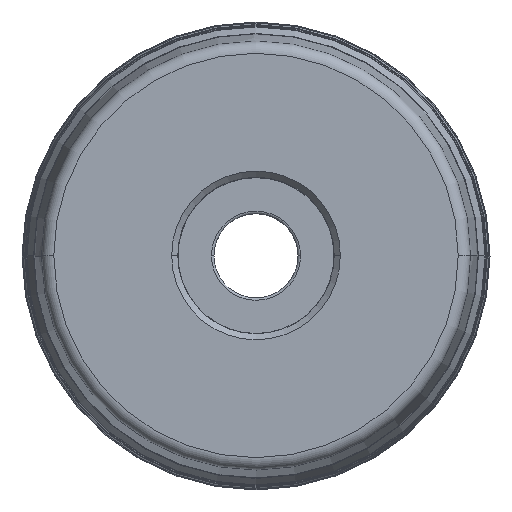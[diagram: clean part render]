
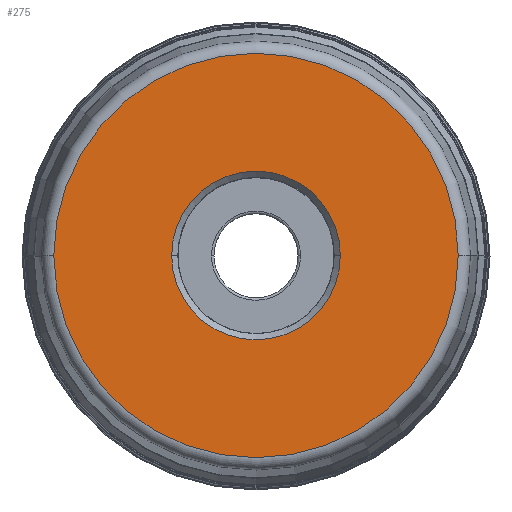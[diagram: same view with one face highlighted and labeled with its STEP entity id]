
A CAD part, top view. The second image highlights one B-rep face of the part: STEP entity #275.
In plain terms, the highlighted planar face has unit normal (0, 0, 1).
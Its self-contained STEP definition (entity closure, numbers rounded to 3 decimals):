
#60=PLANE('',#2831);
#69=FACE_BOUND('',#640,.T.);
#70=FACE_BOUND('',#641,.T.);
#275=ADVANCED_FACE('',(#69,#70),#60,.F.);
#640=EDGE_LOOP('',(#1124,#1125));
#641=EDGE_LOOP('',(#1126,#1127));
#1124=ORIENTED_EDGE('',*,*,#1774,.F.);
#1125=ORIENTED_EDGE('',*,*,#1773,.F.);
#1126=ORIENTED_EDGE('',*,*,#1775,.F.);
#1127=ORIENTED_EDGE('',*,*,#1776,.F.);
#1484=VERTEX_POINT('',#5075);
#1485=VERTEX_POINT('',#5077);
#1486=VERTEX_POINT('',#5082);
#1487=VERTEX_POINT('',#5083);
#1773=EDGE_CURVE('',#1485,#1484,#2153,.T.);
#1774=EDGE_CURVE('',#1484,#1485,#2154,.T.);
#1775=EDGE_CURVE('',#1486,#1487,#2155,.T.);
#1776=EDGE_CURVE('',#1487,#1486,#2156,.T.);
#2153=CIRCLE('',#2826,32.925);
#2154=CIRCLE('',#2828,32.925);
#2155=CIRCLE('',#2829,13.735);
#2156=CIRCLE('',#2830,13.735);
#2826=AXIS2_PLACEMENT_3D('',#5078,#3553,#3554);
#2828=AXIS2_PLACEMENT_3D('',#5080,#3557,#3558);
#2829=AXIS2_PLACEMENT_3D('',#5081,#3559,#3560);
#2830=AXIS2_PLACEMENT_3D('',#5084,#3561,#3562);
#2831=AXIS2_PLACEMENT_3D('',#5085,#3563,#3564);
#3553=DIRECTION('',(0.,0.,-1.));
#3554=DIRECTION('',(-1.,-0.002,0.));
#3557=DIRECTION('',(0.,0.,-1.));
#3558=DIRECTION('',(1.,0.002,0.));
#3559=DIRECTION('',(0.,0.,1.));
#3560=DIRECTION('',(1.,0.002,0.));
#3561=DIRECTION('',(0.,0.,1.));
#3562=DIRECTION('',(-1.,-0.002,0.));
#3563=DIRECTION('',(0.,0.,-1.));
#3564=DIRECTION('',(1.,0.002,0.));
#5075=CARTESIAN_POINT('',(32.925,0.07,0.));
#5077=CARTESIAN_POINT('',(-32.925,-0.07,0.));
#5078=CARTESIAN_POINT('',(0.,0.,0.));
#5080=CARTESIAN_POINT('',(0.,0.,0.));
#5081=CARTESIAN_POINT('',(0.,0.,0.));
#5082=CARTESIAN_POINT('',(13.735,0.029,0.));
#5083=CARTESIAN_POINT('',(-13.735,-0.029,0.));
#5084=CARTESIAN_POINT('',(0.,0.,0.));
#5085=CARTESIAN_POINT('',(0.,0.,0.));
